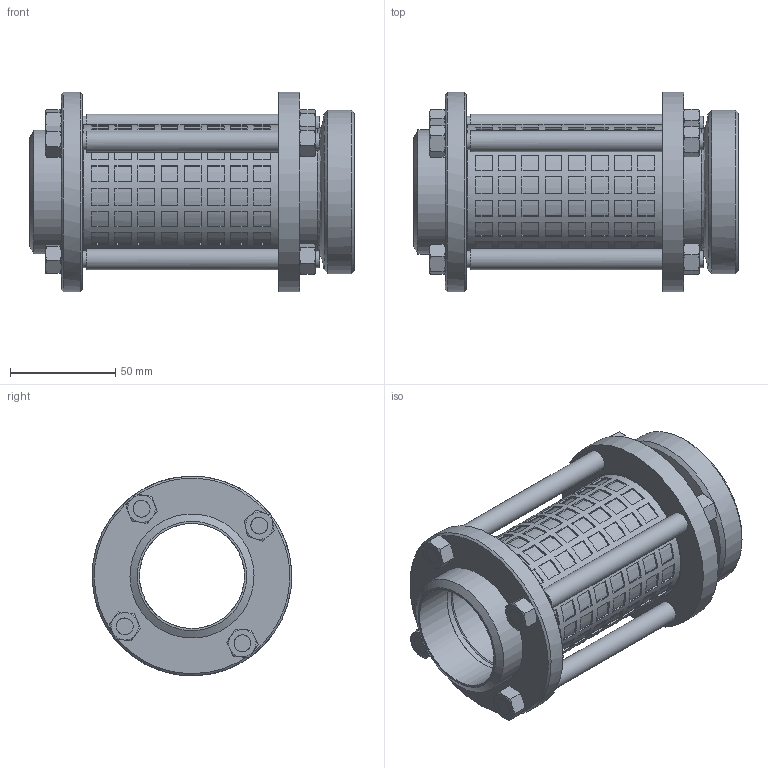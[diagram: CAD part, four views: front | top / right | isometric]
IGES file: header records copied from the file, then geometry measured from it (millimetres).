
Global section: file name: 51030050000; native system: Autodesk Inventor 2015; preprocessor: unknown; author: Struska Martin; date: 20160315.101445; units: millimetre
Bounding box: 154.4 x 94.99 x 95 mm (x, y, z)
Volume: 279829 mm3; surface area: 122828.4 mm2
Topology: 7 solids, 12 shells, 830 faces, 2311 edges, 1522 vertices
Faces by surface type: bspline 830
